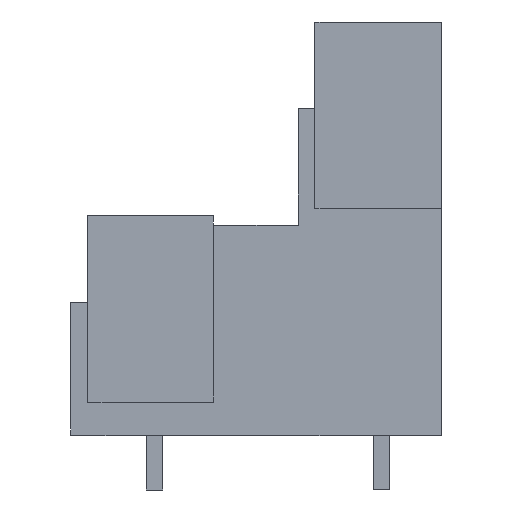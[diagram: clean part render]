
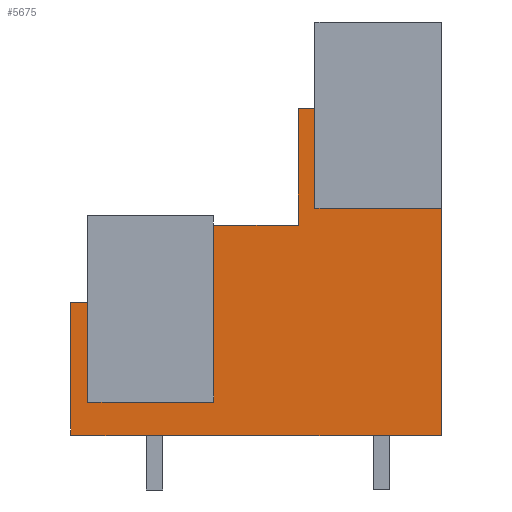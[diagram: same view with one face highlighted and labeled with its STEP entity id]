
A CAD part, left-side view. The second image highlights one B-rep face of the part: STEP entity #5675.
In plain terms, the highlighted planar face has unit normal (-1, 0, 0).
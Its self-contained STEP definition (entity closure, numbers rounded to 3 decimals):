
#5644=AXIS2_PLACEMENT_3D('Plane Axis2P3D',#5641,#5642,#5643) ;
#1528=CARTESIAN_POINT('Vertex',(3.45,7.5,22.6)) ;
#1531=CARTESIAN_POINT('Line Origine',(3.45,7.5,19.65)) ;
#1535=CARTESIAN_POINT('Vertex',(3.45,7.5,16.7)) ;
#1965=CARTESIAN_POINT('Vertex',(3.45,8.5,22.6)) ;
#1968=CARTESIAN_POINT('Line Origine',(3.45,8.,22.6)) ;
#1996=CARTESIAN_POINT('Vertex',(3.45,8.5,15.7)) ;
#1999=CARTESIAN_POINT('Line Origine',(3.45,8.5,19.15)) ;
#2055=CARTESIAN_POINT('Vertex',(3.45,13.5,15.7)) ;
#2058=CARTESIAN_POINT('Line Origine',(3.45,11.,15.7)) ;
#3955=CARTESIAN_POINT('Vertex',(3.45,20.975,11.1)) ;
#3958=CARTESIAN_POINT('Line Origine',(3.45,20.975,8.15)) ;
#3962=CARTESIAN_POINT('Vertex',(3.45,20.975,5.2)) ;
#4383=CARTESIAN_POINT('Vertex',(3.45,22.,11.1)) ;
#4386=CARTESIAN_POINT('Line Origine',(3.45,21.488,11.1)) ;
#4491=CARTESIAN_POINT('Vertex',(3.45,22.,3.2)) ;
#4494=CARTESIAN_POINT('Line Origine',(3.45,22.,3.4)) ;
#4498=CARTESIAN_POINT('Vertex',(3.45,22.,3.6)) ;
#4501=CARTESIAN_POINT('Line Origine',(3.45,22.,7.35)) ;
#4739=CARTESIAN_POINT('Vertex',(3.45,0.,3.2)) ;
#4742=CARTESIAN_POINT('Line Origine',(3.45,7.5,3.2)) ;
#4746=CARTESIAN_POINT('Vertex',(3.45,15.,3.2)) ;
#4749=CARTESIAN_POINT('Line Origine',(3.45,17.,3.2)) ;
#4753=CARTESIAN_POINT('Vertex',(3.45,19.,3.2)) ;
#4756=CARTESIAN_POINT('Line Origine',(3.45,20.5,3.2)) ;
#4872=CARTESIAN_POINT('Vertex',(3.45,0.,16.7)) ;
#4875=CARTESIAN_POINT('Line Origine',(3.45,0.,9.95)) ;
#5629=CARTESIAN_POINT('Line Origine',(3.45,3.75,16.7)) ;
#5641=CARTESIAN_POINT('Axis2P3D Location',(3.45,0.,3.6)) ;
#5646=CARTESIAN_POINT('Line Origine',(3.45,13.5,10.45)) ;
#5650=CARTESIAN_POINT('Vertex',(3.45,13.5,5.2)) ;
#5653=CARTESIAN_POINT('Line Origine',(3.45,17.237,5.2)) ;
#1532=DIRECTION('Vector Direction',(0.,0.,-1.)) ;
#1969=DIRECTION('Vector Direction',(0.,1.,0.)) ;
#2000=DIRECTION('Vector Direction',(0.,0.,-1.)) ;
#2059=DIRECTION('Vector Direction',(0.,1.,0.)) ;
#3959=DIRECTION('Vector Direction',(0.,0.,-1.)) ;
#4387=DIRECTION('Vector Direction',(0.,1.,0.)) ;
#4495=DIRECTION('Vector Direction',(0.,0.,-1.)) ;
#4502=DIRECTION('Vector Direction',(0.,0.,-1.)) ;
#4743=DIRECTION('Vector Direction',(0.,-1.,0.)) ;
#4750=DIRECTION('Vector Direction',(0.,-1.,0.)) ;
#4757=DIRECTION('Vector Direction',(0.,-1.,0.)) ;
#4876=DIRECTION('Vector Direction',(0.,0.,1.)) ;
#5630=DIRECTION('Vector Direction',(0.,-1.,0.)) ;
#5642=DIRECTION('Axis2P3D Direction',(-1.,0.,0.)) ;
#5643=DIRECTION('Axis2P3D XDirection',(0.,0.,-1.)) ;
#5647=DIRECTION('Vector Direction',(0.,0.,-1.)) ;
#5654=DIRECTION('Vector Direction',(0.,-1.,0.)) ;
#1533=VECTOR('Line Direction',#1532,1.) ;
#1970=VECTOR('Line Direction',#1969,1.) ;
#2001=VECTOR('Line Direction',#2000,1.) ;
#2060=VECTOR('Line Direction',#2059,1.) ;
#3960=VECTOR('Line Direction',#3959,1.) ;
#4388=VECTOR('Line Direction',#4387,1.) ;
#4496=VECTOR('Line Direction',#4495,1.) ;
#4503=VECTOR('Line Direction',#4502,1.) ;
#4744=VECTOR('Line Direction',#4743,1.) ;
#4751=VECTOR('Line Direction',#4750,1.) ;
#4758=VECTOR('Line Direction',#4757,1.) ;
#4877=VECTOR('Line Direction',#4876,1.) ;
#5631=VECTOR('Line Direction',#5630,1.) ;
#5648=VECTOR('Line Direction',#5647,1.) ;
#5655=VECTOR('Line Direction',#5654,1.) ;
#5659=ORIENTED_EDGE('',*,*,#4755,.F.) ;
#5660=ORIENTED_EDGE('',*,*,#4748,.T.) ;
#5661=ORIENTED_EDGE('',*,*,#4879,.T.) ;
#5662=ORIENTED_EDGE('',*,*,#5633,.F.) ;
#5663=ORIENTED_EDGE('',*,*,#1537,.F.) ;
#5664=ORIENTED_EDGE('',*,*,#1972,.T.) ;
#5665=ORIENTED_EDGE('',*,*,#2003,.T.) ;
#5666=ORIENTED_EDGE('',*,*,#2062,.T.) ;
#5667=ORIENTED_EDGE('',*,*,#5652,.T.) ;
#5668=ORIENTED_EDGE('',*,*,#5657,.F.) ;
#5669=ORIENTED_EDGE('',*,*,#3964,.F.) ;
#5670=ORIENTED_EDGE('',*,*,#4390,.T.) ;
#5671=ORIENTED_EDGE('',*,*,#4505,.T.) ;
#5672=ORIENTED_EDGE('',*,*,#4500,.F.) ;
#5673=ORIENTED_EDGE('',*,*,#4760,.T.) ;
#5675=ADVANCED_FACE('Housing',(#5674),#5645,.T.) ;
#1537=EDGE_CURVE('',#1529,#1536,#1534,.T.) ;
#1972=EDGE_CURVE('',#1529,#1966,#1971,.T.) ;
#2003=EDGE_CURVE('',#1966,#1997,#2002,.T.) ;
#2062=EDGE_CURVE('',#1997,#2056,#2061,.T.) ;
#3964=EDGE_CURVE('',#3956,#3963,#3961,.T.) ;
#4390=EDGE_CURVE('',#3956,#4384,#4389,.T.) ;
#4500=EDGE_CURVE('',#4492,#4499,#4497,.F.) ;
#4505=EDGE_CURVE('',#4384,#4499,#4504,.T.) ;
#4748=EDGE_CURVE('',#4747,#4740,#4745,.T.) ;
#4755=EDGE_CURVE('',#4747,#4754,#4752,.F.) ;
#4760=EDGE_CURVE('',#4492,#4754,#4759,.T.) ;
#4879=EDGE_CURVE('',#4740,#4873,#4878,.T.) ;
#5633=EDGE_CURVE('',#1536,#4873,#5632,.T.) ;
#5652=EDGE_CURVE('',#2056,#5651,#5649,.T.) ;
#5657=EDGE_CURVE('',#3963,#5651,#5656,.T.) ;
#5658=EDGE_LOOP('',(#5659,#5660,#5661,#5662,#5663,#5664,#5665,#5666,#5667,#5668,#5669,#5670,#5671,#5672,#5673)) ;
#5674=FACE_OUTER_BOUND('',#5658,.T.) ;
#1534=LINE('Line',#1531,#1533) ;
#1971=LINE('Line',#1968,#1970) ;
#2002=LINE('Line',#1999,#2001) ;
#2061=LINE('Line',#2058,#2060) ;
#3961=LINE('Line',#3958,#3960) ;
#4389=LINE('Line',#4386,#4388) ;
#4497=LINE('Line',#4494,#4496) ;
#4504=LINE('Line',#4501,#4503) ;
#4745=LINE('Line',#4742,#4744) ;
#4752=LINE('Line',#4749,#4751) ;
#4759=LINE('Line',#4756,#4758) ;
#4878=LINE('Line',#4875,#4877) ;
#5632=LINE('Line',#5629,#5631) ;
#5649=LINE('Line',#5646,#5648) ;
#5656=LINE('Line',#5653,#5655) ;
#5645=PLANE('',#5644) ;
#1529=VERTEX_POINT('',#1528) ;
#1536=VERTEX_POINT('',#1535) ;
#1966=VERTEX_POINT('',#1965) ;
#1997=VERTEX_POINT('',#1996) ;
#2056=VERTEX_POINT('',#2055) ;
#3956=VERTEX_POINT('',#3955) ;
#3963=VERTEX_POINT('',#3962) ;
#4384=VERTEX_POINT('',#4383) ;
#4492=VERTEX_POINT('',#4491) ;
#4499=VERTEX_POINT('',#4498) ;
#4740=VERTEX_POINT('',#4739) ;
#4747=VERTEX_POINT('',#4746) ;
#4754=VERTEX_POINT('',#4753) ;
#4873=VERTEX_POINT('',#4872) ;
#5651=VERTEX_POINT('',#5650) ;
